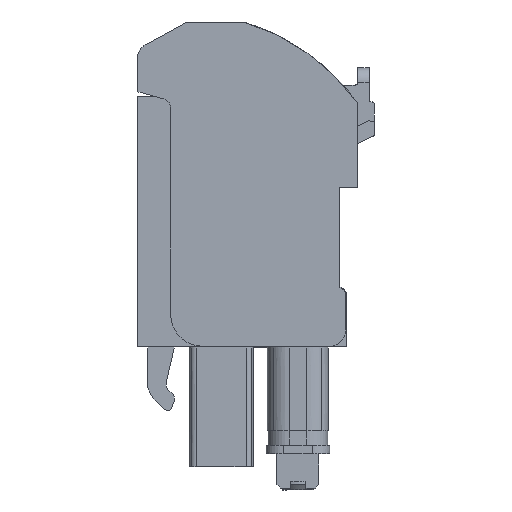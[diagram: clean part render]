
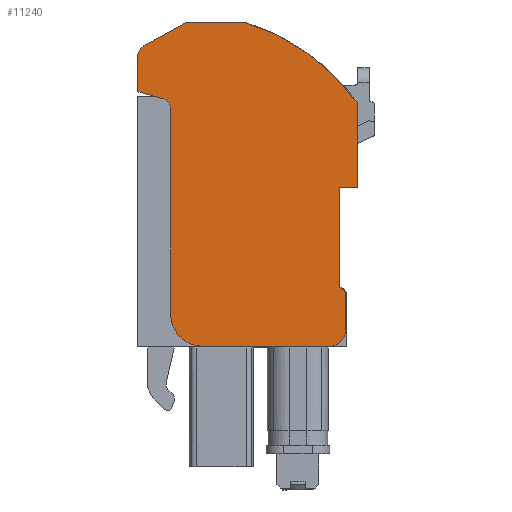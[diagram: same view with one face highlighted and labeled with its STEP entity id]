
A CAD part, left-side view. The second image highlights one B-rep face of the part: STEP entity #11240.
In plain terms, the highlighted planar face has unit normal (-1, 0, 0).
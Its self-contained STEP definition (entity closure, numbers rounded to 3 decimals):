
#10887=AXIS2_PLACEMENT_3D('Circle Axis2P3D',#10885,#10886,$) ;
#11088=AXIS2_PLACEMENT_3D('Plane Axis2P3D',#11085,#11086,#11087) ;
#11099=AXIS2_PLACEMENT_3D('Circle Axis2P3D',#11097,#11098,$) ;
#11139=AXIS2_PLACEMENT_3D('Circle Axis2P3D',#11137,#11138,$) ;
#11153=AXIS2_PLACEMENT_3D('Circle Axis2P3D',#11151,#11152,$) ;
#11167=AXIS2_PLACEMENT_3D('Circle Axis2P3D',#11165,#11166,$) ;
#11202=AXIS2_PLACEMENT_3D('Circle Axis2P3D',#11200,#11201,$) ;
#11209=AXIS2_PLACEMENT_3D('Circle Axis2P3D',#11207,#11208,$) ;
#10882=CARTESIAN_POINT('Vertex',(0.,16.405,29.932)) ;
#10885=CARTESIAN_POINT('Axis2P3D Location',(0.,15.405,29.932)) ;
#10889=CARTESIAN_POINT('Vertex',(0.,15.882,30.811)) ;
#11069=CARTESIAN_POINT('Vertex',(0.,16.405,27.568)) ;
#11072=CARTESIAN_POINT('Line Origine',(0.,16.405,28.75)) ;
#11085=CARTESIAN_POINT('Axis2P3D Location',(0.,14.099,12.568)) ;
#11090=CARTESIAN_POINT('Line Origine',(0.,14.44,31.594)) ;
#11094=CARTESIAN_POINT('Vertex',(0.,12.997,32.378)) ;
#11097=CARTESIAN_POINT('Axis2P3D Location',(0.,22.274,2.33)) ;
#11101=CARTESIAN_POINT('Vertex',(0.,16.138,27.504)) ;
#11105=CARTESIAN_POINT('Control Point',(0.,16.138,27.504)) ;
#11106=CARTESIAN_POINT('Control Point',(0.,15.827,27.428)) ;
#11107=CARTESIAN_POINT('Control Point',(0.,15.518,27.348)) ;
#11108=CARTESIAN_POINT('Control Point',(0.,15.21,27.263)) ;
#11109=CARTESIAN_POINT('Control Point',(0.,14.903,27.173)) ;
#11110=CARTESIAN_POINT('Control Point',(0.,14.598,27.078)) ;
#11111=CARTESIAN_POINT('Vertex',(0.,14.598,27.078)) ;
#11115=CARTESIAN_POINT('Control Point',(0.,14.598,27.078)) ;
#11116=CARTESIAN_POINT('Control Point',(0.,14.53,27.057)) ;
#11117=CARTESIAN_POINT('Control Point',(0.,14.464,27.027)) ;
#11118=CARTESIAN_POINT('Control Point',(0.,14.403,26.989)) ;
#11119=CARTESIAN_POINT('Control Point',(0.,14.292,26.899)) ;
#11120=CARTESIAN_POINT('Control Point',(0.,14.207,26.783)) ;
#11121=CARTESIAN_POINT('Control Point',(0.,14.172,26.721)) ;
#11122=CARTESIAN_POINT('Control Point',(0.,14.132,26.621)) ;
#11123=CARTESIAN_POINT('Control Point',(0.,14.112,26.516)) ;
#11124=CARTESIAN_POINT('Control Point',(0.,14.107,26.48)) ;
#11125=CARTESIAN_POINT('Control Point',(0.,14.105,26.445)) ;
#11126=CARTESIAN_POINT('Control Point',(0.,14.105,26.409)) ;
#11127=CARTESIAN_POINT('Vertex',(0.,14.105,26.409)) ;
#11130=CARTESIAN_POINT('Line Origine',(0.,14.105,19.255)) ;
#11134=CARTESIAN_POINT('Vertex',(0.,14.105,12.1)) ;
#11137=CARTESIAN_POINT('Axis2P3D Location',(0.,11.905,12.15)) ;
#11141=CARTESIAN_POINT('Vertex',(0.,11.905,9.95)) ;
#11144=CARTESIAN_POINT('Line Origine',(0.,7.523,9.95)) ;
#11148=CARTESIAN_POINT('Vertex',(0.,3.141,9.95)) ;
#11151=CARTESIAN_POINT('Axis2P3D Location',(0.,3.141,11.1)) ;
#11155=CARTESIAN_POINT('Vertex',(0.,1.991,11.1)) ;
#11158=CARTESIAN_POINT('Line Origine',(0.,1.991,12.314)) ;
#11162=CARTESIAN_POINT('Vertex',(0.,1.991,13.528)) ;
#11165=CARTESIAN_POINT('Axis2P3D Location',(0.,2.441,13.528)) ;
#11169=CARTESIAN_POINT('Vertex',(0.,2.317,13.961)) ;
#11172=CARTESIAN_POINT('Line Origine',(0.,2.384,13.98)) ;
#11176=CARTESIAN_POINT('Vertex',(0.,2.45,13.999)) ;
#11179=CARTESIAN_POINT('Line Origine',(0.,2.45,17.471)) ;
#11183=CARTESIAN_POINT('Vertex',(0.,2.45,20.942)) ;
#11186=CARTESIAN_POINT('Line Origine',(0.,1.824,20.942)) ;
#11190=CARTESIAN_POINT('Vertex',(0.001,1.197,20.942)) ;
#11193=CARTESIAN_POINT('Line Origine',(0.,1.197,23.882)) ;
#11197=CARTESIAN_POINT('Vertex',(0.001,1.197,26.822)) ;
#11200=CARTESIAN_POINT('Axis2P3D Location',(0.,13.352,18.032)) ;
#11204=CARTESIAN_POINT('Vertex',(0.,8.905,32.358)) ;
#11207=CARTESIAN_POINT('Axis2P3D Location',(0.,13.352,18.032)) ;
#11211=CARTESIAN_POINT('Vertex',(0.,8.971,32.378)) ;
#11214=CARTESIAN_POINT('Line Origine',(0.,10.984,32.378)) ;
#10886=DIRECTION('Axis2P3D Direction',(1.,0.,0.)) ;
#11073=DIRECTION('Vector Direction',(0.,0.,1.)) ;
#11086=DIRECTION('Axis2P3D Direction',(1.,0.,0.)) ;
#11087=DIRECTION('Axis2P3D XDirection',(0.,-0.018,1.)) ;
#11091=DIRECTION('Vector Direction',(0.,-0.879,0.477)) ;
#11098=DIRECTION('Axis2P3D Direction',(1.,0.,0.)) ;
#11131=DIRECTION('Vector Direction',(0.,0.,-1.)) ;
#11138=DIRECTION('Axis2P3D Direction',(1.,0.,0.)) ;
#11145=DIRECTION('Vector Direction',(0.,-1.,0.)) ;
#11152=DIRECTION('Axis2P3D Direction',(1.,0.,0.)) ;
#11159=DIRECTION('Vector Direction',(0.,0.,1.)) ;
#11166=DIRECTION('Axis2P3D Direction',(1.,0.,0.)) ;
#11173=DIRECTION('Vector Direction',(0.,0.961,0.276)) ;
#11180=DIRECTION('Vector Direction',(0.,0.,1.)) ;
#11187=DIRECTION('Vector Direction',(0.,1.,0.)) ;
#11194=DIRECTION('Vector Direction',(0.,0.,-1.)) ;
#11201=DIRECTION('Axis2P3D Direction',(1.,0.,0.)) ;
#11208=DIRECTION('Axis2P3D Direction',(1.,0.,0.)) ;
#11215=DIRECTION('Vector Direction',(0.,1.,0.)) ;
#11074=VECTOR('Line Direction',#11073,1.) ;
#11092=VECTOR('Line Direction',#11091,1.) ;
#11132=VECTOR('Line Direction',#11131,1.) ;
#11146=VECTOR('Line Direction',#11145,1.) ;
#11160=VECTOR('Line Direction',#11159,1.) ;
#11174=VECTOR('Line Direction',#11173,1.) ;
#11181=VECTOR('Line Direction',#11180,1.) ;
#11188=VECTOR('Line Direction',#11187,1.) ;
#11195=VECTOR('Line Direction',#11194,1.) ;
#11216=VECTOR('Line Direction',#11215,1.) ;
#11220=ORIENTED_EDGE('',*,*,#11096,.F.) ;
#11221=ORIENTED_EDGE('',*,*,#10891,.F.) ;
#11222=ORIENTED_EDGE('',*,*,#11076,.T.) ;
#11223=ORIENTED_EDGE('',*,*,#11103,.T.) ;
#11224=ORIENTED_EDGE('',*,*,#11113,.T.) ;
#11225=ORIENTED_EDGE('',*,*,#11129,.T.) ;
#11226=ORIENTED_EDGE('',*,*,#11136,.T.) ;
#11227=ORIENTED_EDGE('',*,*,#11143,.F.) ;
#11228=ORIENTED_EDGE('',*,*,#11150,.T.) ;
#11229=ORIENTED_EDGE('',*,*,#11157,.F.) ;
#11230=ORIENTED_EDGE('',*,*,#11164,.T.) ;
#11231=ORIENTED_EDGE('',*,*,#11171,.F.) ;
#11232=ORIENTED_EDGE('',*,*,#11178,.T.) ;
#11233=ORIENTED_EDGE('',*,*,#11185,.T.) ;
#11234=ORIENTED_EDGE('',*,*,#11192,.T.) ;
#11235=ORIENTED_EDGE('',*,*,#11199,.T.) ;
#11236=ORIENTED_EDGE('',*,*,#11206,.T.) ;
#11237=ORIENTED_EDGE('',*,*,#11213,.T.) ;
#11238=ORIENTED_EDGE('',*,*,#11218,.T.) ;
#11240=ADVANCED_FACE('GEHAEUSE',(#11239),#11089,.F.) ;
#11104=B_SPLINE_CURVE_WITH_KNOTS('',5,(#11105,#11106,#11107,#11108,#11109,#11110),.UNSPECIFIED.,.F.,.U.,(6,6),(0.,2.26),.UNSPECIFIED.) ;
#11114=B_SPLINE_CURVE_WITH_KNOTS('',5,(#11115,#11116,#11117,#11118,#11119,#11120,#11121,#11122,#11123,#11124,#11125,#11126),.UNSPECIFIED.,.F.,.U.,(6,3,3,6),(0.,0.512,1.023,1.279),.UNSPECIFIED.) ;
#10888=CIRCLE('generated circle',#10887,1.) ;
#11100=CIRCLE('generated circle',#11099,25.911) ;
#11140=CIRCLE('generated circle',#11139,2.2) ;
#11154=CIRCLE('generated circle',#11153,1.15) ;
#11168=CIRCLE('generated circle',#11167,0.45) ;
#11203=CIRCLE('generated circle',#11202,15.) ;
#11210=CIRCLE('generated circle',#11209,15.) ;
#10891=EDGE_CURVE('',#10883,#10890,#10888,.T.) ;
#11076=EDGE_CURVE('',#10883,#11070,#11075,.F.) ;
#11096=EDGE_CURVE('',#10890,#11095,#11093,.T.) ;
#11103=EDGE_CURVE('',#11070,#11102,#11100,.T.) ;
#11113=EDGE_CURVE('',#11102,#11112,#11104,.T.) ;
#11129=EDGE_CURVE('',#11112,#11128,#11114,.T.) ;
#11136=EDGE_CURVE('',#11128,#11135,#11133,.T.) ;
#11143=EDGE_CURVE('',#11142,#11135,#11140,.T.) ;
#11150=EDGE_CURVE('',#11142,#11149,#11147,.T.) ;
#11157=EDGE_CURVE('',#11156,#11149,#11154,.T.) ;
#11164=EDGE_CURVE('',#11156,#11163,#11161,.T.) ;
#11171=EDGE_CURVE('',#11170,#11163,#11168,.T.) ;
#11178=EDGE_CURVE('',#11170,#11177,#11175,.T.) ;
#11185=EDGE_CURVE('',#11177,#11184,#11182,.T.) ;
#11192=EDGE_CURVE('',#11184,#11191,#11189,.F.) ;
#11199=EDGE_CURVE('',#11191,#11198,#11196,.F.) ;
#11206=EDGE_CURVE('',#11198,#11205,#11203,.F.) ;
#11213=EDGE_CURVE('',#11205,#11212,#11210,.F.) ;
#11218=EDGE_CURVE('',#11212,#11095,#11217,.T.) ;
#11219=EDGE_LOOP('',(#11220,#11221,#11222,#11223,#11224,#11225,#11226,#11227,#11228,#11229,#11230,#11231,#11232,#11233,#11234,#11235,#11236,#11237,#11238)) ;
#11239=FACE_OUTER_BOUND('',#11219,.T.) ;
#11075=LINE('Line',#11072,#11074) ;
#11093=LINE('Line',#11090,#11092) ;
#11133=LINE('Line',#11130,#11132) ;
#11147=LINE('Line',#11144,#11146) ;
#11161=LINE('Line',#11158,#11160) ;
#11175=LINE('Line',#11172,#11174) ;
#11182=LINE('Line',#11179,#11181) ;
#11189=LINE('Line',#11186,#11188) ;
#11196=LINE('Line',#11193,#11195) ;
#11217=LINE('Line',#11214,#11216) ;
#11089=PLANE('',#11088) ;
#10883=VERTEX_POINT('',#10882) ;
#10890=VERTEX_POINT('',#10889) ;
#11070=VERTEX_POINT('',#11069) ;
#11095=VERTEX_POINT('',#11094) ;
#11102=VERTEX_POINT('',#11101) ;
#11112=VERTEX_POINT('',#11111) ;
#11128=VERTEX_POINT('',#11127) ;
#11135=VERTEX_POINT('',#11134) ;
#11142=VERTEX_POINT('',#11141) ;
#11149=VERTEX_POINT('',#11148) ;
#11156=VERTEX_POINT('',#11155) ;
#11163=VERTEX_POINT('',#11162) ;
#11170=VERTEX_POINT('',#11169) ;
#11177=VERTEX_POINT('',#11176) ;
#11184=VERTEX_POINT('',#11183) ;
#11191=VERTEX_POINT('',#11190) ;
#11198=VERTEX_POINT('',#11197) ;
#11205=VERTEX_POINT('',#11204) ;
#11212=VERTEX_POINT('',#11211) ;
